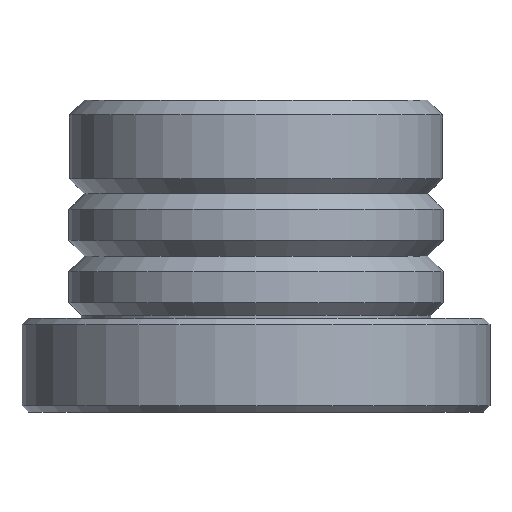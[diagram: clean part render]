
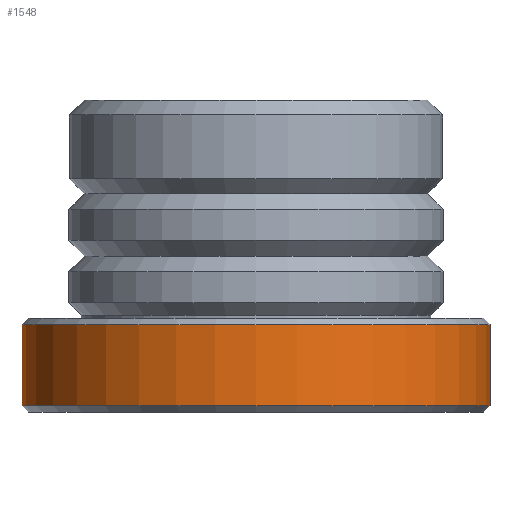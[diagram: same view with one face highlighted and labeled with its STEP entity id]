
A CAD part, front view. The second image highlights one B-rep face of the part: STEP entity #1548.
In plain terms, the highlighted cylindrical face has radius 7.5 mm (diameter 15 mm), a partial arc.
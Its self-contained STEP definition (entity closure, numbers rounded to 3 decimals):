
#68 = VERTEX_POINT ( 'NONE', #1455 ) ;
#93 = ORIENTED_EDGE ( 'NONE', *, *, #261, .F. ) ;
#140 = CARTESIAN_POINT ( 'NONE',  ( 0., 0., 0.2 ) ) ;
#209 = EDGE_CURVE ( 'NONE', #1489, #1295, #1086, .T. ) ;
#239 = DIRECTION ( 'NONE',  ( 0., 0., -1. ) ) ;
#257 = CARTESIAN_POINT ( 'NONE',  ( 7.5, 0., 0.2 ) ) ;
#261 = EDGE_CURVE ( 'NONE', #1489, #1827, #1033, .T. ) ;
#262 = AXIS2_PLACEMENT_3D ( 'NONE', #140, #1228, #299 ) ;
#271 = VECTOR ( 'NONE', #1453, 1000. ) ;
#299 = DIRECTION ( 'NONE',  ( 1., 0., 0. ) ) ;
#341 = CARTESIAN_POINT ( 'NONE',  ( -7.5, 0., 2.8 ) ) ;
#541 = CIRCLE ( 'NONE', #262, 7.5 ) ;
#618 = VECTOR ( 'NONE', #1659, 1000. ) ;
#696 = DIRECTION ( 'NONE',  ( -1., 0., 0. ) ) ;
#808 = ORIENTED_EDGE ( 'NONE', *, *, #1181, .T. ) ;
#878 = DIRECTION ( 'NONE',  ( 0., 0., -1. ) ) ;
#916 = AXIS2_PLACEMENT_3D ( 'NONE', #1810, #878, #1983 ) ;
#1033 = LINE ( 'NONE', #1819, #618 ) ;
#1086 = CIRCLE ( 'NONE', #916, 7.5 ) ;
#1181 = EDGE_CURVE ( 'NONE', #68, #1827, #541, .T. ) ;
#1228 = DIRECTION ( 'NONE',  ( 0., 0., 1. ) ) ;
#1291 = FACE_OUTER_BOUND ( 'NONE', #1867, .T. ) ;
#1295 = VERTEX_POINT ( 'NONE', #341 ) ;
#1305 = CARTESIAN_POINT ( 'NONE',  ( 7.5, 0., 2.8 ) ) ;
#1322 = CARTESIAN_POINT ( 'NONE',  ( 0., 0., 0. ) ) ;
#1411 = ORIENTED_EDGE ( 'NONE', *, *, #1647, .T. ) ;
#1453 = DIRECTION ( 'NONE',  ( 0., 0., -1. ) ) ;
#1455 = CARTESIAN_POINT ( 'NONE',  ( -7.5, 0., 0.2 ) ) ;
#1489 = VERTEX_POINT ( 'NONE', #1305 ) ;
#1493 = ORIENTED_EDGE ( 'NONE', *, *, #209, .T. ) ;
#1548 = ADVANCED_FACE ( 'NONE', ( #1291 ), #2046, .T. ) ;
#1647 = EDGE_CURVE ( 'NONE', #1295, #68, #1939, .T. ) ;
#1659 = DIRECTION ( 'NONE',  ( 0., 0., -1. ) ) ;
#1788 = AXIS2_PLACEMENT_3D ( 'NONE', #1322, #239, #696 ) ;
#1810 = CARTESIAN_POINT ( 'NONE',  ( 0., 0., 2.8 ) ) ;
#1819 = CARTESIAN_POINT ( 'NONE',  ( 7.5, 0., 0. ) ) ;
#1827 = VERTEX_POINT ( 'NONE', #257 ) ;
#1867 = EDGE_LOOP ( 'NONE', ( #93, #1493, #1411, #808 ) ) ;
#1925 = CARTESIAN_POINT ( 'NONE',  ( -7.5, 0., 0. ) ) ;
#1939 = LINE ( 'NONE', #1925, #271 ) ;
#1983 = DIRECTION ( 'NONE',  ( -1., 0., 0. ) ) ;
#2046 = CYLINDRICAL_SURFACE ( 'NONE', #1788, 7.5 ) ;
